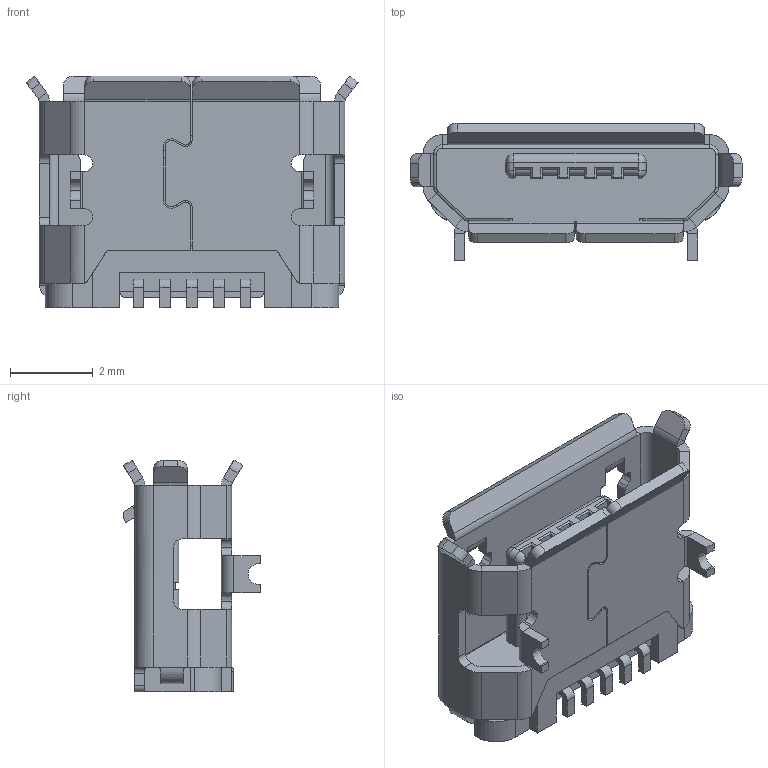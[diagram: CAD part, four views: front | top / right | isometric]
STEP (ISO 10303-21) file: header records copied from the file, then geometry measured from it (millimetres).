
FILE_DESCRIPTION (( 'STEP AP214' ), '1' );
FILE_NAME ('USB-MR-D-015.STEP', '2023-07-25T04:11:17', ( '' ), ( '' ), 'SwSTEP 2.0', 'SolidWorks 2021', '' );
FILE_SCHEMA (( 'AUTOMOTIVE_DESIGN' ));
Length unit declared in the file: millimetre
Products named in the file (2): USB-MR-D-015
Assembly tree (1 placements, depth 2):
  USB-MR-D-015
    USB-MR-D-015
Bounding box: 8.03 x 3.32 x 5.61 mm (x, y, z)
Volume: 39.2 mm3; surface area: 274.5 mm2
Topology: 12 solids, 12 shells, 571 faces, 1479 edges, 909 vertices
Faces by surface type: plane 388, cylinder 167, sphere 8, torus 6, cone 2
Entity records: 17661 total; most frequent: CARTESIAN_POINT 3166, ORIENTED_EDGE 2942, DIRECTION 2933, EDGE_CURVE 1471, VECTOR 1121, LINE 1121, VERTEX_POINT 909, AXIS2_PLACEMENT_3D 906
